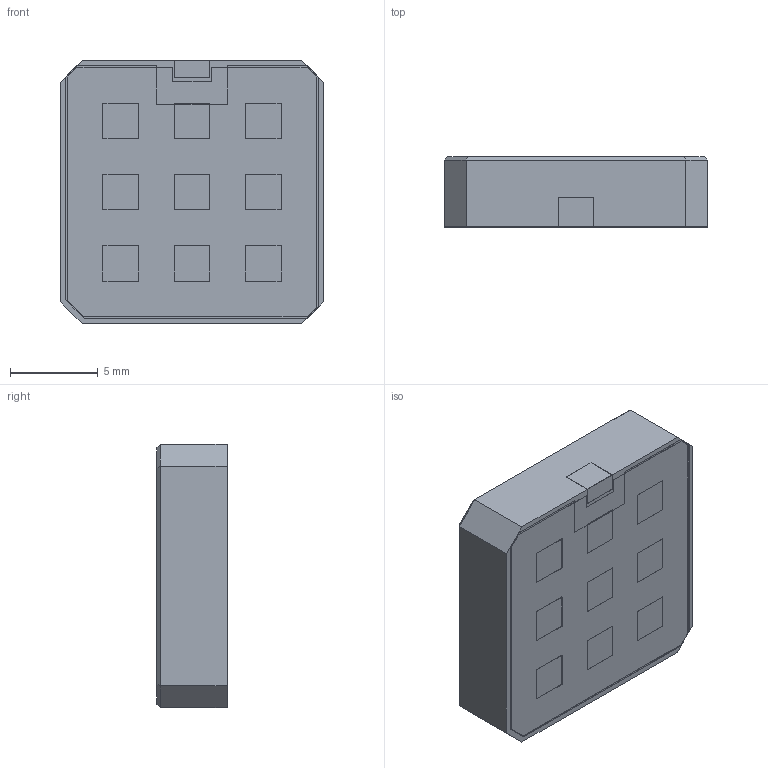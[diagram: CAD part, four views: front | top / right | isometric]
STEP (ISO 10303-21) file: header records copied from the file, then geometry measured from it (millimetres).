
FILE_DESCRIPTION (( 'STEP AP214' ), '1' );
FILE_NAME ('DSGP154B.STEP', '2024-12-02T09:58:48', ( '' ), ( '' ), 'SwSTEP 2.0', 'SolidWorks 2022', '' );
FILE_SCHEMA (( 'AUTOMOTIVE_DESIGN' ));
Length unit declared in the file: millimetre
Products named in the file (1): DSGP154B
Bounding box: 15 x 4.04 x 15.01 mm (x, y, z)
Volume: 891.5 mm3; surface area: 1681.5 mm2
Topology: 5 solids, 5 shells, 338 faces, 907 edges, 602 vertices
Faces by surface type: plane 222, bspline 116
Entity records: 17087 total; most frequent: CARTESIAN_POINT 6212, ORIENTED_EDGE 1814, DIRECTION 1121, EDGE_CURVE 907, VECTOR 675, LINE 675, VERTEX_POINT 602, EDGE_LOOP 379
